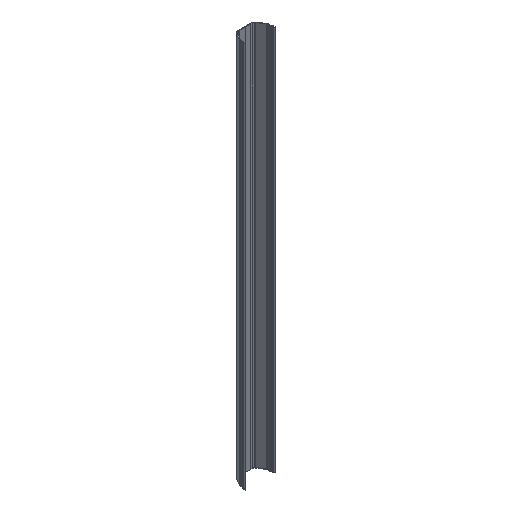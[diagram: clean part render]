
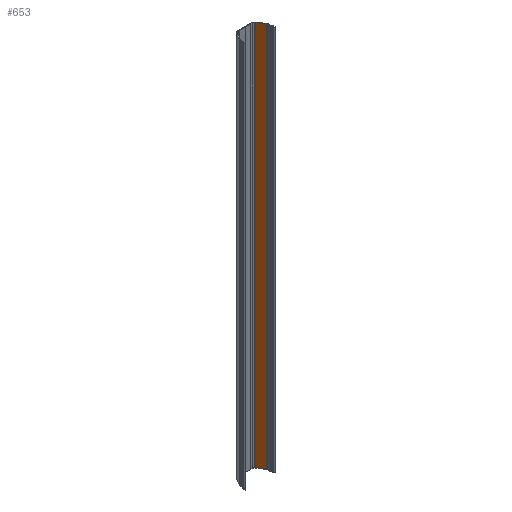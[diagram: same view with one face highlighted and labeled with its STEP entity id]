
A CAD part, isometric view. The second image highlights one B-rep face of the part: STEP entity #653.
In plain terms, the highlighted free-form (B-spline) face has degree [1, 1] with [2, 2] control points.
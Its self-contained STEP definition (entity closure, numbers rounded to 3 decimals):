
#627 = VERTEX_POINT('',#628);
#628 = CARTESIAN_POINT('',(31.126,-4.489,
    1369.844));
#634 = EDGE_CURVE('',#627,#635,#637,.T.);
#635 = VERTEX_POINT('',#636);
#636 = CARTESIAN_POINT('',(31.126,-4.489,0.));
#637 = B_SPLINE_CURVE_WITH_KNOTS('',1,(#638,#639),.UNSPECIFIED.,.F.,.F.,
  (2,2),(-0.,1000.),.PIECEWISE_BEZIER_KNOTS.);
#638 = CARTESIAN_POINT('',(31.126,-4.489,
    1369.844));
#639 = CARTESIAN_POINT('',(31.126,-4.489,0.));
#653 = ADVANCED_FACE('',(#654),#676,.F.);
#654 = FACE_BOUND('',#655,.T.);
#655 = EDGE_LOOP('',(#656,#663,#670,#675));
#656 = ORIENTED_EDGE('',*,*,#657,.T.);
#657 = EDGE_CURVE('',#635,#658,#660,.T.);
#658 = VERTEX_POINT('',#659);
#659 = CARTESIAN_POINT('',(47.182,-29.213,0.));
#660 = B_SPLINE_CURVE_WITH_KNOTS('',1,(#661,#662),.UNSPECIFIED.,.F.,.F.,
  (2,2),(-21.521,0.),.PIECEWISE_BEZIER_KNOTS.);
#661 = CARTESIAN_POINT('',(31.126,-4.489,0.));
#662 = CARTESIAN_POINT('',(47.182,-29.213,0.));
#663 = ORIENTED_EDGE('',*,*,#664,.F.);
#664 = EDGE_CURVE('',#665,#658,#667,.T.);
#665 = VERTEX_POINT('',#666);
#666 = CARTESIAN_POINT('',(47.182,-29.213,
    1369.844));
#667 = B_SPLINE_CURVE_WITH_KNOTS('',1,(#668,#669),.UNSPECIFIED.,.F.,.F.,
  (2,2),(-0.,1000.),.PIECEWISE_BEZIER_KNOTS.);
#668 = CARTESIAN_POINT('',(47.182,-29.213,
    1369.844));
#669 = CARTESIAN_POINT('',(47.182,-29.213,0.));
#670 = ORIENTED_EDGE('',*,*,#671,.F.);
#671 = EDGE_CURVE('',#627,#665,#672,.T.);
#672 = B_SPLINE_CURVE_WITH_KNOTS('',1,(#673,#674),.UNSPECIFIED.,.F.,.F.,
  (2,2),(-21.521,0.),.PIECEWISE_BEZIER_KNOTS.);
#673 = CARTESIAN_POINT('',(31.126,-4.489,
    1369.844));
#674 = CARTESIAN_POINT('',(47.182,-29.213,
    1369.844));
#675 = ORIENTED_EDGE('',*,*,#634,.T.);
#676 = B_SPLINE_SURFACE_WITH_KNOTS('',1,1,(
    (#677,#678)
    ,(#679,#680
    )),.UNSPECIFIED.,.F.,.F.,.F.,(2,2),(2,2),(0.,21.521),(
    -1000.,0.),.PIECEWISE_BEZIER_KNOTS.);
#677 = CARTESIAN_POINT('',(47.182,-29.213,0.));
#678 = CARTESIAN_POINT('',(47.182,-29.213,
    1369.844));
#679 = CARTESIAN_POINT('',(31.126,-4.489,0.));
#680 = CARTESIAN_POINT('',(31.126,-4.489,
    1369.844));
